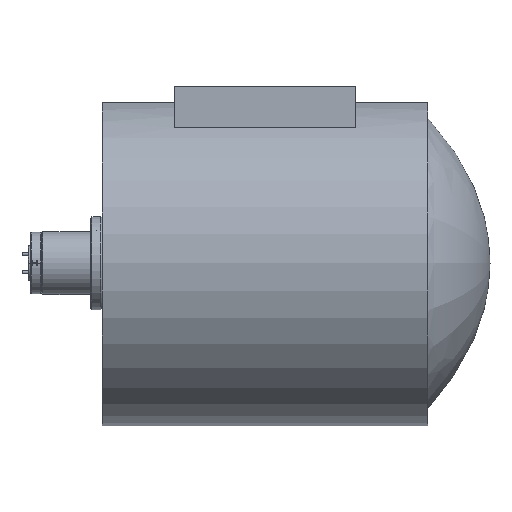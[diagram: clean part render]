
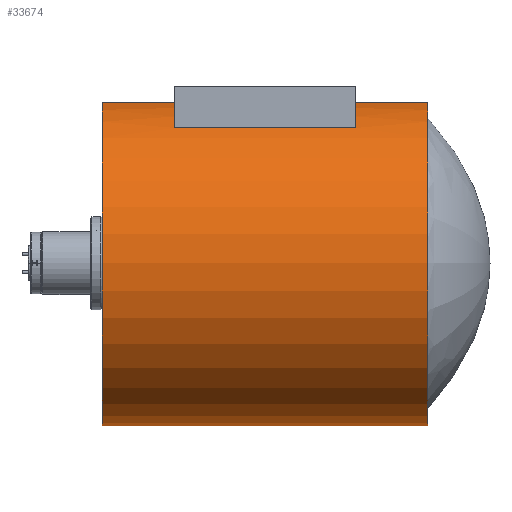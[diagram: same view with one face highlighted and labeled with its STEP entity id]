
A CAD part, left-side view. The second image highlights one B-rep face of the part: STEP entity #33674.
In plain terms, the highlighted cylindrical face has radius 88.9 mm (diameter 177.8 mm), a partial arc.
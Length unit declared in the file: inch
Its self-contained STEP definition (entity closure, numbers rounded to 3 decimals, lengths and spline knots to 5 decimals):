
#1009 = DIRECTION ( 'NONE',  ( 0., 0., 1. ) ) ;
#1260 = CIRCLE ( 'NONE', #16750, 3.5 ) ;
#3301 = DIRECTION ( 'NONE',  ( 0., 1., 0. ) ) ;
#4252 = DIRECTION ( 'NONE',  ( 0., 1., 0. ) ) ;
#5335 = CYLINDRICAL_SURFACE ( 'NONE', #34832, 3.5 ) ;
#5518 = EDGE_CURVE ( 'NONE', #13661, #39692, #19520, .T. ) ;
#5564 = CARTESIAN_POINT ( 'NONE',  ( -1.57076, -0.90562, 0.79872 ) ) ;
#5972 = CARTESIAN_POINT ( 'NONE',  ( -1.57076, -2.45562, 0.79872 ) ) ;
#8149 = CARTESIAN_POINT ( 'NONE',  ( -2.16025, 4.54438, 4.24872 ) ) ;
#8381 = FACE_OUTER_BOUND ( 'NONE', #18241, .T. ) ;
#9338 = CARTESIAN_POINT ( 'NONE',  ( -3.52076, 2.99438, 3.70518 ) ) ;
#9654 = CARTESIAN_POINT ( 'NONE',  ( -3.52076, 2.99438, 3.70518 ) ) ;
#9766 = CIRCLE ( 'NONE', #34952, 3.5 ) ;
#10622 = DIRECTION ( 'NONE',  ( 0., -1., 0. ) ) ;
#11646 = CARTESIAN_POINT ( 'NONE',  ( -1.57076, 4.54438, -2.70128 ) ) ;
#12414 = DIRECTION ( 'NONE',  ( 0., -1., 0. ) ) ;
#12432 = AXIS2_PLACEMENT_3D ( 'NONE', #5564, #12414, #37708 ) ;
#12649 = VERTEX_POINT ( 'NONE', #9338 ) ;
#12802 = VECTOR ( 'NONE', #26543, 39.37008 ) ;
#13661 = VERTEX_POINT ( 'NONE', #11646 ) ;
#14250 = ORIENTED_EDGE ( 'NONE', *, *, #36292, .F. ) ;
#14389 = ORIENTED_EDGE ( 'NONE', *, *, #23870, .T. ) ;
#14540 = VECTOR ( 'NONE', #31078, 39.37008 ) ;
#14636 = DIRECTION ( 'NONE',  ( 0., 0., -1. ) ) ;
#14986 = VERTEX_POINT ( 'NONE', #19906 ) ;
#15173 = EDGE_CURVE ( 'NONE', #31457, #20877, #27948, .T. ) ;
#15400 = DIRECTION ( 'NONE',  ( 0., -1., 0. ) ) ;
#15576 = CARTESIAN_POINT ( 'NONE',  ( -1.57076, -2.45562, -2.70128 ) ) ;
#16385 = EDGE_CURVE ( 'NONE', #13661, #14986, #9766, .T. ) ;
#16750 = AXIS2_PLACEMENT_3D ( 'NONE', #30974, #15400, #30588 ) ;
#18215 = CARTESIAN_POINT ( 'NONE',  ( -3.52076, -0.90562, 3.70518 ) ) ;
#18241 = EDGE_LOOP ( 'NONE', ( #22858, #38567, #29273, #14389, #19856, #22934, #14250, #29611 ) ) ;
#18293 = DIRECTION ( 'NONE',  ( 0., 0., 1. ) ) ;
#18966 = AXIS2_PLACEMENT_3D ( 'NONE', #5972, #3301, #18293 ) ;
#19520 = LINE ( 'NONE', #31874, #29970 ) ;
#19856 = ORIENTED_EDGE ( 'NONE', *, *, #15173, .T. ) ;
#19906 = CARTESIAN_POINT ( 'NONE',  ( -2.16025, 4.54438, 4.24872 ) ) ;
#20877 = VERTEX_POINT ( 'NONE', #18215 ) ;
#21606 = CARTESIAN_POINT ( 'NONE',  ( -2.16025, -0.90562, 4.24872 ) ) ;
#22754 = LINE ( 'NONE', #9654, #14540 ) ;
#22858 = ORIENTED_EDGE ( 'NONE', *, *, #16385, .F. ) ;
#22934 = ORIENTED_EDGE ( 'NONE', *, *, #29618, .F. ) ;
#23870 = EDGE_CURVE ( 'NONE', #34951, #31457, #35672, .T. ) ;
#26543 = DIRECTION ( 'NONE',  ( 0., 1., 0. ) ) ;
#27375 = DIRECTION ( 'NONE',  ( 0., -1., 0. ) ) ;
#27948 = CIRCLE ( 'NONE', #12432, 3.5 ) ;
#28115 = EDGE_CURVE ( 'NONE', #39692, #34951, #38370, .T. ) ;
#28746 = CARTESIAN_POINT ( 'NONE',  ( -1.57076, 4.54438, 0.79872 ) ) ;
#29273 = ORIENTED_EDGE ( 'NONE', *, *, #28115, .T. ) ;
#29290 = CARTESIAN_POINT ( 'NONE',  ( -2.16025, 2.99438, 4.24872 ) ) ;
#29611 = ORIENTED_EDGE ( 'NONE', *, *, #39591, .T. ) ;
#29618 = EDGE_CURVE ( 'NONE', #12649, #20877, #22754, .T. ) ;
#29970 = VECTOR ( 'NONE', #10622, 39.37008 ) ;
#30588 = DIRECTION ( 'NONE',  ( 1., 0., 0. ) ) ;
#30974 = CARTESIAN_POINT ( 'NONE',  ( -1.57076, 2.99438, 0.79872 ) ) ;
#31078 = DIRECTION ( 'NONE',  ( 0., -1., 0. ) ) ;
#31457 = VERTEX_POINT ( 'NONE', #21606 ) ;
#31589 = CARTESIAN_POINT ( 'NONE',  ( -2.16025, -2.45562, 4.24872 ) ) ;
#31874 = CARTESIAN_POINT ( 'NONE',  ( -1.57076, 4.54438, -2.70128 ) ) ;
#33451 = CARTESIAN_POINT ( 'NONE',  ( -1.57076, 4.54438, 0.79872 ) ) ;
#33674 = ADVANCED_FACE ( 'NONE', ( #8381 ), #5335, .T. ) ;
#34253 = VECTOR ( 'NONE', #37073, 39.37008 ) ;
#34832 = AXIS2_PLACEMENT_3D ( 'NONE', #33451, #27375, #14636 ) ;
#34951 = VERTEX_POINT ( 'NONE', #31589 ) ;
#34952 = AXIS2_PLACEMENT_3D ( 'NONE', #28746, #4252, #1009 ) ;
#35672 = LINE ( 'NONE', #8149, #12802 ) ;
#36292 = EDGE_CURVE ( 'NONE', #36352, #12649, #1260, .T. ) ;
#36352 = VERTEX_POINT ( 'NONE', #29290 ) ;
#36487 = LINE ( 'NONE', #39700, #34253 ) ;
#37073 = DIRECTION ( 'NONE',  ( 0., 1., 0. ) ) ;
#37708 = DIRECTION ( 'NONE',  ( 1., 0., 0. ) ) ;
#38370 = CIRCLE ( 'NONE', #18966, 3.5 ) ;
#38567 = ORIENTED_EDGE ( 'NONE', *, *, #5518, .T. ) ;
#39591 = EDGE_CURVE ( 'NONE', #36352, #14986, #36487, .T. ) ;
#39692 = VERTEX_POINT ( 'NONE', #15576 ) ;
#39700 = CARTESIAN_POINT ( 'NONE',  ( -2.16025, 4.54438, 4.24872 ) ) ;
